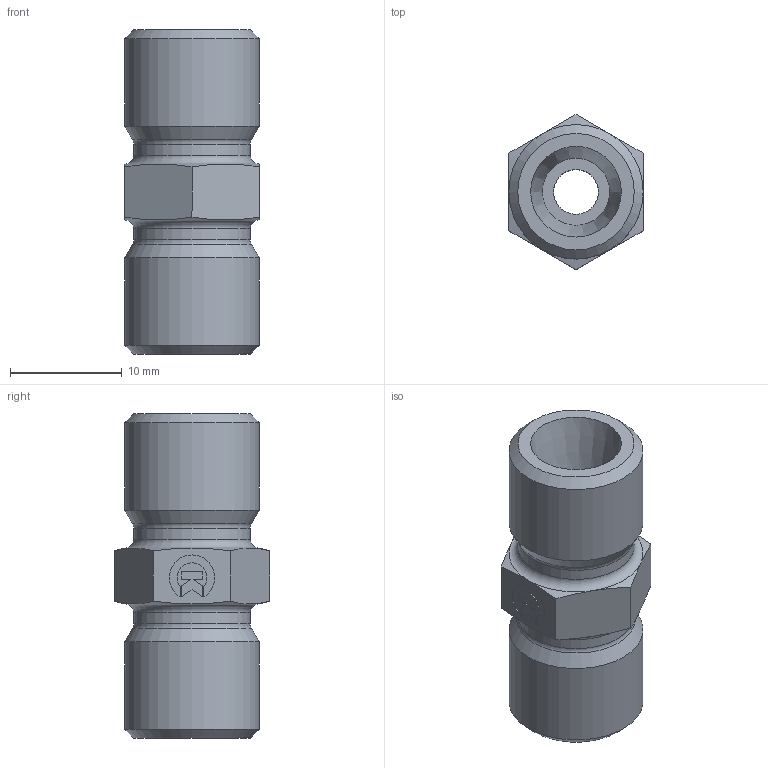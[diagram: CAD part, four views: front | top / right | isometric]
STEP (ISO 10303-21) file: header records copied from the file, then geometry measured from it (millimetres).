
FILE_DESCRIPTION((''),'2;1');
FILE_NAME('31106121121.stp','2014-08-15T15:42:38',(''),('KNOMI spol. s r. o.'),'Autodesk Inventor 2012','Autodesk Inventor 2012','');
FILE_SCHEMA(('AUTOMOTIVE_DESIGN { 1 2 10303 214 0 1 1 1 }'));
Length unit declared in the file: millimetre
Products named in the file (1): PS M12x1/M12x1
Bounding box: 12 x 13.86 x 29 mm (x, y, z)
Volume: 2474.8 mm3; surface area: 1764.7 mm2
Topology: 1 solids, 1 shells, 73 faces, 174 edges, 109 vertices
Faces by surface type: plane 40, cone 18, cylinder 11, torus 4
Full cylindrical faces by diameter (mm): 4 x1, 6 x2, 10.4 x2, 12 x2
Entity records: 1956 total; most frequent: CARTESIAN_POINT 378, DIRECTION 316, ORIENTED_EDGE 304, EDGE_CURVE 152, AXIS2_PLACEMENT_3D 114, VERTEX_POINT 104, EDGE_LOOP 98, VECTOR 88
